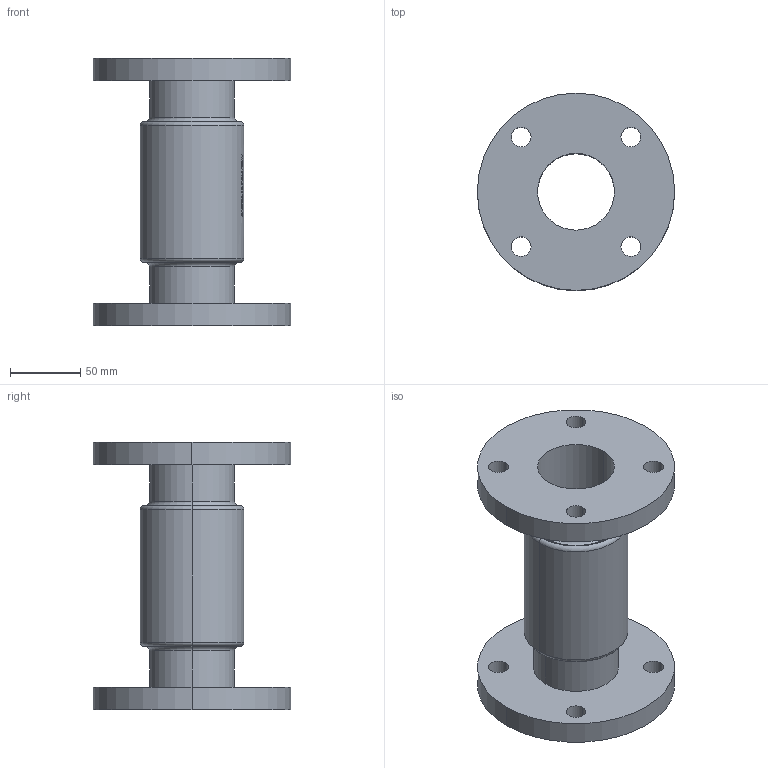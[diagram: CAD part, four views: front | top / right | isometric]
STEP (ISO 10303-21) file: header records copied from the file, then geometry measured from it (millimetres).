
FILE_DESCRIPTION (( 'STEP AP214' ), '1' );
FILE_NAME ('7120000_DN050_PN06_51420205.STEP', '2022-02-11T09:07:34', ( 'axxx' ), ( 'Hewlett-Packard Company' ), 'SwSTEP 2.0', 'SolidWorks 2019', '' );
FILE_SCHEMA (( 'AUTOMOTIVE_DESIGN' ));
Length unit declared in the file: millimetre
Products named in the file (1): 7120000_DN050_PN06_51420205
Bounding box: 140 x 140 x 190 mm (x, y, z)
Volume: 622396.5 mm3; surface area: 139314.1 mm2
Topology: 1 solids, 1 shells, 528 faces, 1369 edges, 910 vertices
Faces by surface type: plane 237, bspline 234, cylinder 49, torus 8
Entity records: 29865 total; most frequent: CARTESIAN_POINT 18477, ORIENTED_EDGE 2738, DIRECTION 1576, EDGE_CURVE 1369, VERTEX_POINT 910, VECTOR 726, LINE 726, EDGE_LOOP 613
